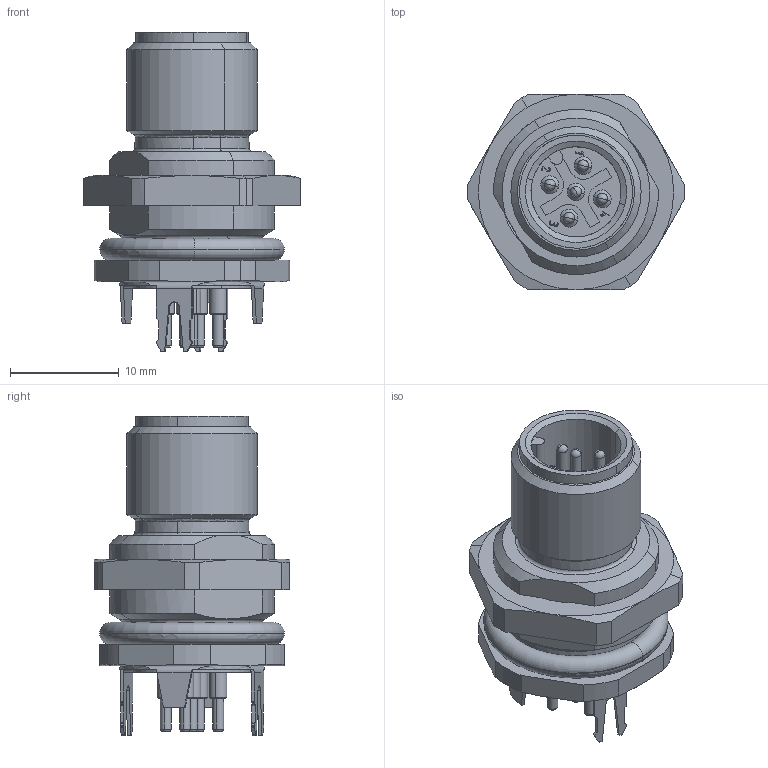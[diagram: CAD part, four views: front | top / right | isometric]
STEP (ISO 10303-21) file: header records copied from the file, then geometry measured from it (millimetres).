
FILE_DESCRIPTION(('CATIA V5 STEP Exchange','CAx-IF Rec.Pracs.--- Model Styling and Organization---1.4--- 2014-01-23'),'2;1');
FILE_NAME ('D1452150_1_1467720000_1467720000.stp','2021-01-04T06:48:37+00:00',('none'),('Weidmueller'),'CATIA Version 5-6 Release 2016 SP3 HF44','CATIA V5 STEP AP214','none');
FILE_SCHEMA(('AUTOMOTIVE_DESIGN { 1 0 10303 214 1 1 1 1 }'));
Length unit declared in the file: millimetre
Products named in the file (1): 1467720000
Bounding box: 19.99 x 18 x 29.45 mm (x, y, z)
Volume: 2772.3 mm3; surface area: 4469.3 mm2
Topology: 8 solids, 10 shells, 391 faces, 1048 edges, 683 vertices
Faces by surface type: cylinder 147, plane 131, cone 60, extrusion 25, torus 14, sphere 10, bspline 4
Entity records: 13840 total; most frequent: CARTESIAN_POINT 4714, ORIENTED_EDGE 2056, DIRECTION 1487, EDGE_CURVE 1028, VERTEX_POINT 683, AXIS2_PLACEMENT_3D 640, VECTOR 499, LINE 474
